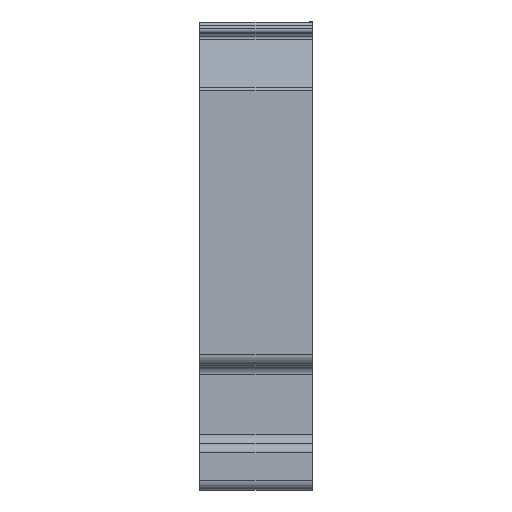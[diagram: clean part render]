
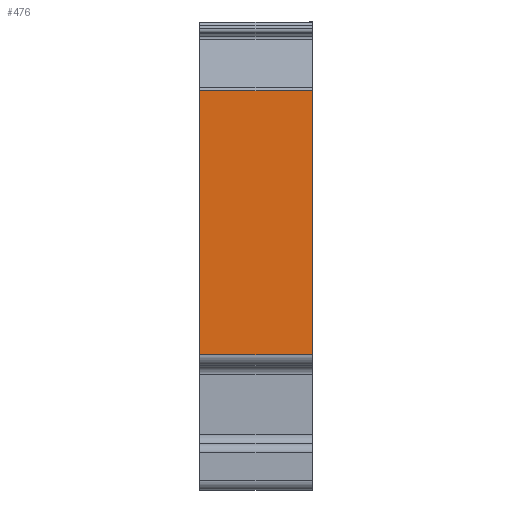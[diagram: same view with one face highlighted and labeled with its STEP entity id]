
A CAD part, left-side view. The second image highlights one B-rep face of the part: STEP entity #476.
In plain terms, the highlighted planar face has unit normal (-1, 0, 0).
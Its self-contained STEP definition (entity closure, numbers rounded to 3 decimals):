
#476 = ADVANCED_FACE( '', ( #1069 ), #1070, .T. );
#1069 = FACE_OUTER_BOUND( '', #1839, .T. );
#1070 = PLANE( '', #1840 );
#1323 = VERTEX_POINT( '', #2157 );
#1839 = EDGE_LOOP( '', ( #2954, #2955, #2956, #2957 ) );
#1840 = AXIS2_PLACEMENT_3D( '', #2958, #2959, #2960 );
#2157 = CARTESIAN_POINT( '', ( -40.3, 6.1, 14.043 ) );
#2954 = ORIENTED_EDGE( '', *, *, #3754, .T. );
#2955 = ORIENTED_EDGE( '', *, *, #3544, .F. );
#2956 = ORIENTED_EDGE( '', *, *, #3755, .T. );
#2957 = ORIENTED_EDGE( '', *, *, #3692, .F. );
#2958 = CARTESIAN_POINT( '', ( -40.3, -6.1, -14.47 ) );
#2959 = DIRECTION( '', ( -1., 0., 0. ) );
#2960 = DIRECTION( '', ( 0., 0., 1. ) );
#3544 = EDGE_CURVE( '', #3954, #3956, #3957, .T. );
#3692 = EDGE_CURVE( '', #4173, #1323, #4175, .T. );
#3754 = EDGE_CURVE( '', #4173, #3956, #4243, .T. );
#3755 = EDGE_CURVE( '', #3954, #1323, #4244, .T. );
#3954 = VERTEX_POINT( '', #4483 );
#3956 = VERTEX_POINT( '', #4485 );
#3957 = LINE( '', #4486, #4487 );
#4173 = VERTEX_POINT( '', #4788 );
#4175 = LINE( '', #4790, #4791 );
#4243 = LINE( '', #4892, #4893 );
#4244 = LINE( '', #4894, #4895 );
#4483 = CARTESIAN_POINT( '', ( -40.3, -6.1, 14.043 ) );
#4485 = CARTESIAN_POINT( '', ( -40.3, -6.1, -14.475 ) );
#4486 = CARTESIAN_POINT( '', ( -40.3, -6.1, 14.043 ) );
#4487 = VECTOR( '', #5115, 1000. );
#4788 = CARTESIAN_POINT( '', ( -40.3, 6.1, -14.475 ) );
#4790 = CARTESIAN_POINT( '', ( -40.3, 6.1, -10.6 ) );
#4791 = VECTOR( '', #5297, 1000. );
#4892 = CARTESIAN_POINT( '', ( -40.3, 87.367, -14.475 ) );
#4893 = VECTOR( '', #5331, 1000. );
#4894 = CARTESIAN_POINT( '', ( -40.3, -6.1, 14.043 ) );
#4895 = VECTOR( '', #5332, 1000. );
#5115 = DIRECTION( '', ( 0., 0., -1. ) );
#5297 = DIRECTION( '', ( 0., 0., 1. ) );
#5331 = DIRECTION( '', ( 0., -1., 0. ) );
#5332 = DIRECTION( '', ( 0., 1., 0. ) );
